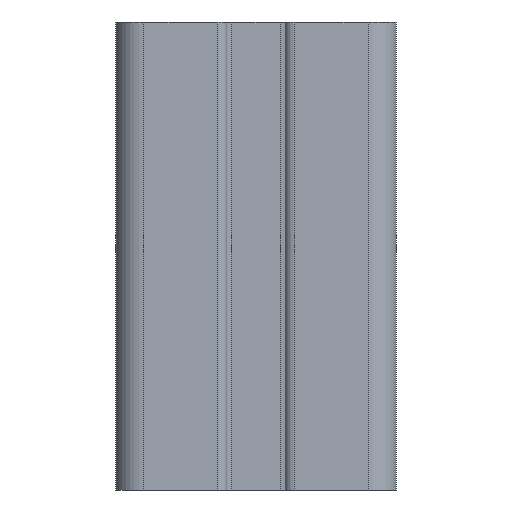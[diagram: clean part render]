
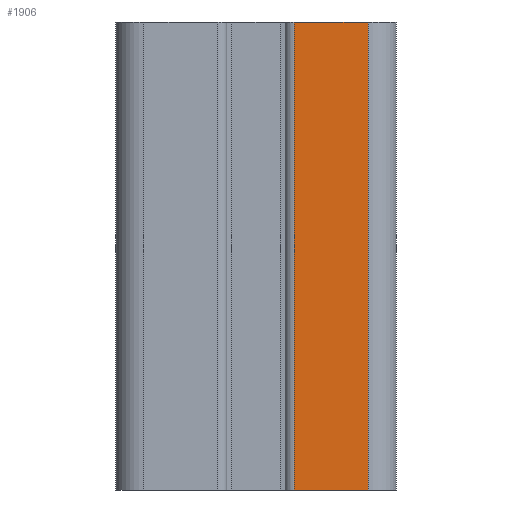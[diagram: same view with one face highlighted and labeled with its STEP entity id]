
A CAD part, left-side view. The second image highlights one B-rep face of the part: STEP entity #1906.
In plain terms, the highlighted planar face has unit normal (-1, 0, 0).
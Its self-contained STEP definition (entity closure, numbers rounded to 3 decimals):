
#13 = DIRECTION ( 'NONE',  ( 0., -1., 0. ) ) ;
#228 = DIRECTION ( 'NONE',  ( 0., 0., -1. ) ) ;
#244 = PLANE ( 'NONE',  #1858 ) ;
#345 = CARTESIAN_POINT ( 'NONE',  ( -15., -4.1, 25. ) ) ;
#356 = EDGE_LOOP ( 'NONE', ( #1225, #567, #1914, #1041 ) ) ;
#473 = DIRECTION ( 'NONE',  ( 1., 0., 0. ) ) ;
#567 = ORIENTED_EDGE ( 'NONE', *, *, #2838, .F. ) ;
#675 = CARTESIAN_POINT ( 'NONE',  ( -15., -4.1, 25. ) ) ;
#952 = CARTESIAN_POINT ( 'NONE',  ( -15., -4.1, -25. ) ) ;
#1017 = VECTOR ( 'NONE', #13, 1000. ) ;
#1041 = ORIENTED_EDGE ( 'NONE', *, *, #2279, .T. ) ;
#1108 = EDGE_CURVE ( 'NONE', #3015, #3482, #1817, .T. ) ;
#1180 = CARTESIAN_POINT ( 'NONE',  ( -15., -4.1, -25. ) ) ;
#1225 = ORIENTED_EDGE ( 'NONE', *, *, #2747, .T. ) ;
#1358 = VERTEX_POINT ( 'NONE', #1180 ) ;
#1368 = CARTESIAN_POINT ( 'NONE',  ( -15., -12., 25. ) ) ;
#1440 = VERTEX_POINT ( 'NONE', #3639 ) ;
#1483 = LINE ( 'NONE', #952, #1017 ) ;
#1502 = VECTOR ( 'NONE', #3707, 1000. ) ;
#1817 = LINE ( 'NONE', #345, #2393 ) ;
#1858 = AXIS2_PLACEMENT_3D ( 'NONE', #3720, #473, #228 ) ;
#1906 = ADVANCED_FACE ( 'NONE', ( #2231 ), #244, .F. ) ;
#1914 = ORIENTED_EDGE ( 'NONE', *, *, #1108, .F. ) ;
#2231 = FACE_OUTER_BOUND ( 'NONE', #356, .T. ) ;
#2279 = EDGE_CURVE ( 'NONE', #3015, #1358, #3501, .T. ) ;
#2393 = VECTOR ( 'NONE', #3624, 1000. ) ;
#2747 = EDGE_CURVE ( 'NONE', #1358, #1440, #1483, .T. ) ;
#2838 = EDGE_CURVE ( 'NONE', #3482, #1440, #3350, .T. ) ;
#2932 = CARTESIAN_POINT ( 'NONE',  ( -15., -4.1, 25. ) ) ;
#3015 = VERTEX_POINT ( 'NONE', #675 ) ;
#3262 = DIRECTION ( 'NONE',  ( 0., 0., -1. ) ) ;
#3306 = CARTESIAN_POINT ( 'NONE',  ( -15., -12., 25. ) ) ;
#3350 = LINE ( 'NONE', #1368, #1502 ) ;
#3482 = VERTEX_POINT ( 'NONE', #3306 ) ;
#3501 = LINE ( 'NONE', #2932, #3615 ) ;
#3615 = VECTOR ( 'NONE', #3262, 1000. ) ;
#3624 = DIRECTION ( 'NONE',  ( 0., -1., 0. ) ) ;
#3639 = CARTESIAN_POINT ( 'NONE',  ( -15., -12., -25. ) ) ;
#3707 = DIRECTION ( 'NONE',  ( 0., 0., -1. ) ) ;
#3720 = CARTESIAN_POINT ( 'NONE',  ( -15., -4.1, 25. ) ) ;
